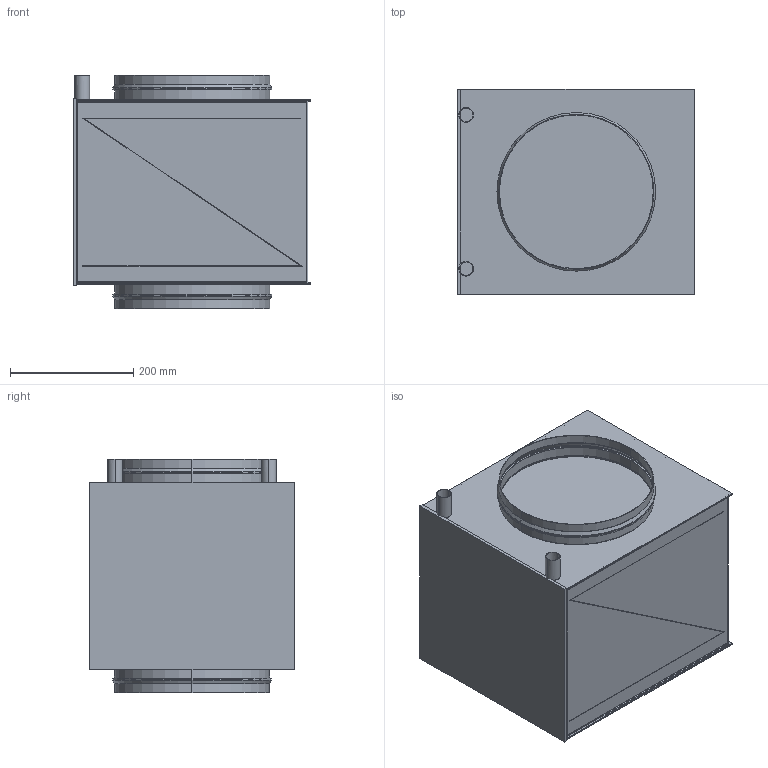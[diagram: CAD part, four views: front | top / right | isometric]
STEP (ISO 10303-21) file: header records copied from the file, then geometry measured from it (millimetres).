
FILE_DESCRIPTION (( 'STEP AP214' ), '1' );
FILE_NAME ('WRH_-_25-4.step', '2009-05-25T12:30:18', ( 'Wolfgang Schmidt' ), ( 'WS-KO' ), 'SwSTEP 2.0', 'SolidWorks 2008', '' );
FILE_SCHEMA (( 'AUTOMOTIVE_DESIGN' ));
Length unit declared in the file: millimetre
Products named in the file (1): WRH_-_25-4
Bounding box: 385 x 333 x 380 mm (x, y, z)
Volume: 1543554.8 mm3; surface area: 2063587.5 mm2
Topology: 7 solids, 7 shells, 180 faces, 396 edges, 232 vertices
Faces by surface type: plane 108, cylinder 56, bspline 8, cone 8
Entity records: 5259 total; most frequent: CARTESIAN_POINT 1223, DIRECTION 826, ORIENTED_EDGE 792, EDGE_CURVE 396, AXIS2_PLACEMENT_3D 285, VECTOR 256, LINE 256, VERTEX_POINT 232
